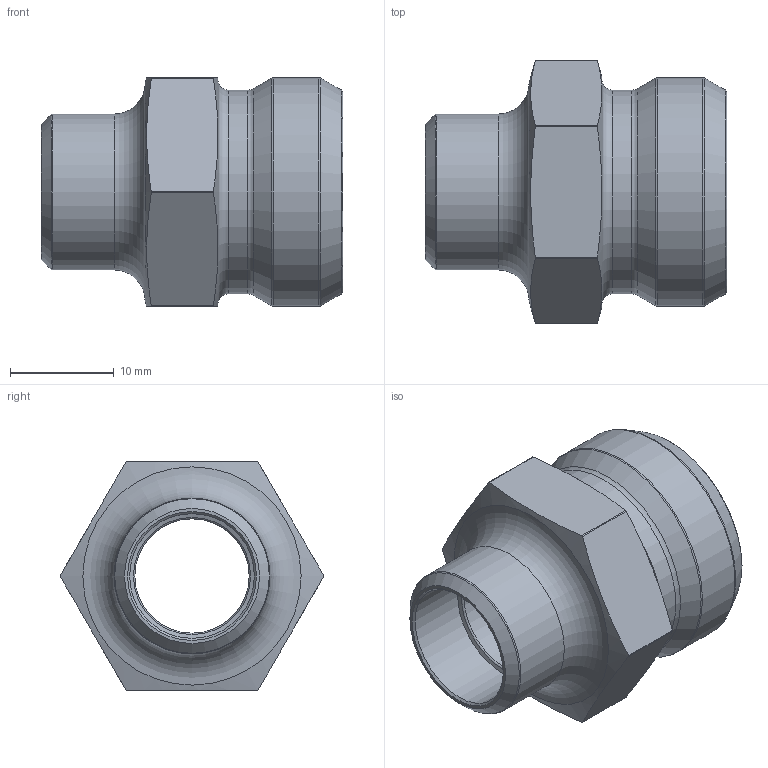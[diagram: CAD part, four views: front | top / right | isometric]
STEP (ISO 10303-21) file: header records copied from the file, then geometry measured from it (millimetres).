
FILE_DESCRIPTION(/* description */ (''),/* implementation_level */ '2;1');
FILE_NAME(/* name */ 'X-GAV1515.stp',/* time_stamp */ '2025-01-17T11:41:01+01:00',/* author */ (''),/* organization */ (''),/* preprocessor_version */ 'ST-DEVELOPER v16',/* originating_system */ 'SIEMENS PLM Software NX 10.0',/* authorisation */ '');
FILE_SCHEMA (('CONFIG_CONTROL_DESIGN'));
Length unit declared in the file: millimetre
Products named in the file (1): X-GAV1515
Bounding box: 29 x 25.37 x 22 mm (x, y, z)
Volume: 5287.7 mm3; surface area: 3391.6 mm2
Topology: 1 solids, 1 shells, 46 faces, 106 edges, 64 vertices
Faces by surface type: cone 14, cylinder 12, plane 10, torus 10
Full cylindrical faces by diameter (mm): 11 x1, 12 x1, 15 x1, 15.2 x1, 19.6 x1, 22 x1
Entity records: 1334 total; most frequent: CARTESIAN_POINT 385, DIRECTION 172, ORIENTED_EDGE 150, AXIS2_PLACEMENT_3D 80, EDGE_CURVE 75, EDGE_LOOP 74, VERTEX_POINT 57, FACE_BOUND 56
